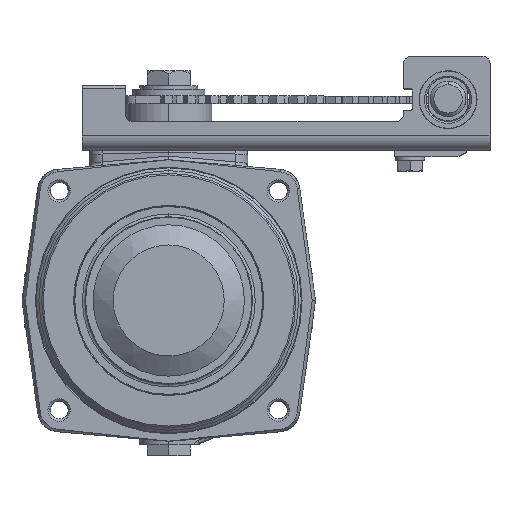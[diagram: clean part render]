
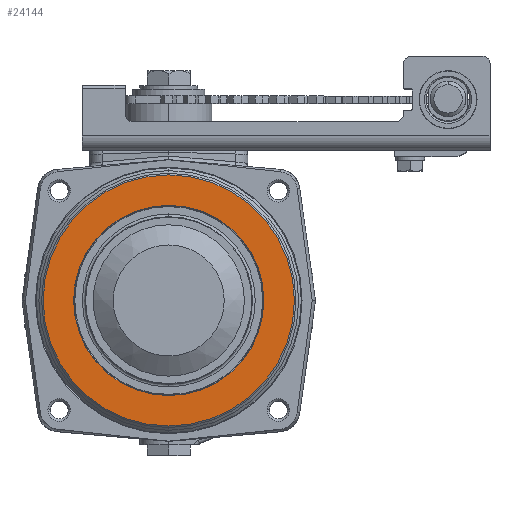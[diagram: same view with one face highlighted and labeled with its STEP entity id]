
A CAD part, top view. The second image highlights one B-rep face of the part: STEP entity #24144.
In plain terms, the highlighted planar face has unit normal (0, 0, 1).
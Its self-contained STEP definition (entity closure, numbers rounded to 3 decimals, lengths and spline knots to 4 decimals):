
#8503=CARTESIAN_POINT('',(0.,0.,1.7465));
#8504=DIRECTION('',(0.,0.,1.));
#8505=DIRECTION('',(0.,1.,0.));
#8506=AXIS2_PLACEMENT_3D('',#8503,#8504,#8505);
#8516=CARTESIAN_POINT('',(0.,0.,1.7465));
#8517=DIRECTION('',(0.,0.,-1.));
#8518=DIRECTION('',(0.,1.,0.));
#8519=AXIS2_PLACEMENT_3D('',#8516,#8517,#8518);
#8521=CARTESIAN_POINT('',(0.,0.,1.7465));
#8522=DIRECTION('',(0.,0.,1.));
#8523=DIRECTION('',(0.,1.,0.));
#8524=AXIS2_PLACEMENT_3D('',#8521,#8522,#8523);
#8526=CARTESIAN_POINT('',(0.,0.,1.7465));
#8527=DIRECTION('',(0.,0.,-1.));
#8528=DIRECTION('',(0.,1.,0.));
#8529=AXIS2_PLACEMENT_3D('',#8526,#8527,#8528);
#13485=CARTESIAN_POINT('',(0.,1.6505,1.7465));
#13486=VERTEX_POINT('',#13485);
#13487=CARTESIAN_POINT('',(0.,2.179,1.7465));
#13489=VERTEX_POINT('',#13487);
#13511=CARTESIAN_POINT('',(0.,-1.6505,1.7465));
#13512=VERTEX_POINT('',#13511);
#13513=CARTESIAN_POINT('',(0.,-2.179,1.7465));
#13515=VERTEX_POINT('',#13513);
#24129=CARTESIAN_POINT('',(0.,0.,1.7465));
#24130=DIRECTION('',(0.,0.,1.));
#24131=DIRECTION('',(0.,1.,0.));
#24132=AXIS2_PLACEMENT_3D('',#24129,#24130,#24131);
#24133=PLANE('',#24132);
#24134=ORIENTED_EDGE('',*,*,#24124,.T.);
#24135=ORIENTED_EDGE('',*,*,#24108,.F.);
#24136=EDGE_LOOP('',(#24134,#24135));
#24137=FACE_OUTER_BOUND('',#24136,.F.);
#24139=ORIENTED_EDGE('',*,*,#24138,.T.);
#24141=ORIENTED_EDGE('',*,*,#24140,.F.);
#24142=EDGE_LOOP('',(#24139,#24141));
#24143=FACE_BOUND('',#24142,.F.);
#24144=ADVANCED_FACE('',(#24137,#24143),#24133,.T.);
#8507=CIRCLE('',#8506,2.179);
#8520=CIRCLE('',#8519,2.179);
#8525=CIRCLE('',#8524,1.6505);
#8530=CIRCLE('',#8529,1.6505);
#24108=EDGE_CURVE('',#13489,#13515,#8507,.T.);
#24124=EDGE_CURVE('',#13489,#13515,#8520,.T.);
#24138=EDGE_CURVE('',#13486,#13512,#8525,.T.);
#24140=EDGE_CURVE('',#13486,#13512,#8530,.T.);
